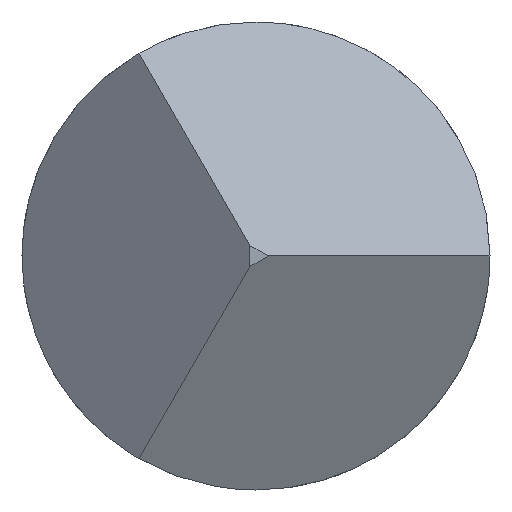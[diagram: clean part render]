
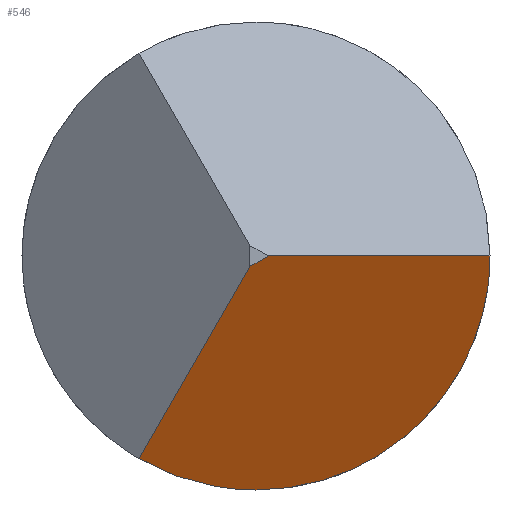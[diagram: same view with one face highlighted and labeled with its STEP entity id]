
A CAD part, left-side view. The second image highlights one B-rep face of the part: STEP entity #546.
In plain terms, the highlighted planar face has unit normal (-0.799, -0.301, -0.521).
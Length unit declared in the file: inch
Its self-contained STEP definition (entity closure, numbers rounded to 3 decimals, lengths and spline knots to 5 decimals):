
#10 = CARTESIAN_POINT ( 'NONE',  ( -0.20164, 0.29429, 0. ) ) ;
#13 = EDGE_CURVE ( 'NONE', #1253, #406, #831, .T. ) ;
#21 = CARTESIAN_POINT ( 'NONE',  ( -0.06819, 0.0068, -0.0385 ) ) ;
#34 = CARTESIAN_POINT ( 'NONE',  ( -0.07625, -0.0385, 0. ) ) ;
#70 = DIRECTION ( 'NONE',  ( 0., -0.866, 0.5 ) ) ;
#158 = ORIENTED_EDGE ( 'NONE', *, *, #1123, .F. ) ;
#202 = CARTESIAN_POINT ( 'NONE',  ( -0.06563, 0., -0.0385 ) ) ;
#225 = DIRECTION ( 'NONE',  ( -0.799, -0.301, -0.521 ) ) ;
#249 = CARTESIAN_POINT ( 'NONE',  ( -0.06563, 0., -0.0385 ) ) ;
#319 = LINE ( 'NONE', #875, #410 ) ;
#323 = DIRECTION ( 'NONE',  ( -0.547, 0., 0.837 ) ) ;
#335 = ORIENTED_EDGE ( 'NONE', *, *, #1245, .T. ) ;
#405 = ORIENTED_EDGE ( 'NONE', *, *, #13, .T. ) ;
#406 = VERTEX_POINT ( 'NONE', #1148 ) ;
#410 = VECTOR ( 'NONE', #70, 39.37008 ) ;
#462 = VERTEX_POINT ( 'NONE', #848 ) ;
#473 = EDGE_LOOP ( 'NONE', ( #1082, #405, #335, #748, #158 ) ) ;
#481 = DIRECTION ( 'NONE',  ( -0.353, -0.468, 0.81 ) ) ;
#515 = FACE_OUTER_BOUND ( 'NONE', #473, .T. ) ;
#545 =( BOUNDED_CURVE ( )  B_SPLINE_CURVE ( 3, ( #843, #627, #21, #249 ),
 .UNSPECIFIED., .F., .F. ) 
 B_SPLINE_CURVE_WITH_KNOTS ( ( 4, 4 ),
 ( 2.0944, 2.61799 ),
 .UNSPECIFIED. ) 
 CURVE ( )  GEOMETRIC_REPRESENTATION_ITEM ( )  RATIONAL_B_SPLINE_CURVE ( ( 1., 0.977, 0.977, 1. ) ) 
 REPRESENTATION_ITEM ( '' )  );
#546 = ADVANCED_FACE ( 'NONE', ( #515 ), #825, .T. ) ;
#552 = CARTESIAN_POINT ( 'NONE',  ( -0.06563, 0., -0.0385 ) ) ;
#580 = CARTESIAN_POINT ( 'NONE',  ( -0.20164, -0.14715, 0.25488 ) ) ;
#595 = VERTEX_POINT ( 'NONE', #758 ) ;
#627 = CARTESIAN_POINT ( 'NONE',  ( -0.07181, 0.01336, -0.03674 ) ) ;
#637 = LINE ( 'NONE', #10, #808 ) ;
#641 = CARTESIAN_POINT ( 'NONE',  ( -0.06153, -0.0385, -0.02255 ) ) ;
#699 = VERTEX_POINT ( 'NONE', #1226 ) ;
#748 = ORIENTED_EDGE ( 'NONE', *, *, #1152, .F. ) ;
#758 = CARTESIAN_POINT ( 'NONE',  ( -0.09, -0.002, 0. ) ) ;
#808 = VECTOR ( 'NONE', #821, 39.37008 ) ;
#821 = DIRECTION ( 'NONE',  ( -0.353, 0.936, 0. ) ) ;
#825 = PLANE ( 'NONE',  #978 ) ;
#831 =( BOUNDED_CURVE ( )  B_SPLINE_CURVE ( 3, ( #552, #1043, #641, #34 ),
 .UNSPECIFIED., .F., .F. ) 
 B_SPLINE_CURVE_WITH_KNOTS ( ( 4, 4 ),
 ( 2.61799, 4.18879 ),
 .UNSPECIFIED. ) 
 CURVE ( )  GEOMETRIC_REPRESENTATION_ITEM ( )  RATIONAL_B_SPLINE_CURVE ( ( 1., 0.805, 0.805, 1. ) ) 
 REPRESENTATION_ITEM ( '' )  );
#838 = CARTESIAN_POINT ( 'NONE',  ( -0.09, 0.33636, -0.19535 ) ) ;
#843 = CARTESIAN_POINT ( 'NONE',  ( -0.07625, 0.01925, -0.03334 ) ) ;
#848 = CARTESIAN_POINT ( 'NONE',  ( -0.09, 0.001, -0.00173 ) ) ;
#875 = CARTESIAN_POINT ( 'NONE',  ( -0.09, 0.33636, -0.19535 ) ) ;
#958 = EDGE_CURVE ( 'NONE', #699, #1253, #545, .T. ) ;
#978 = AXIS2_PLACEMENT_3D ( 'NONE', #838, #225, #323 ) ;
#993 = VECTOR ( 'NONE', #481, 39.37008 ) ;
#1043 = CARTESIAN_POINT ( 'NONE',  ( -0.05713, -0.02255, -0.0385 ) ) ;
#1082 = ORIENTED_EDGE ( 'NONE', *, *, #958, .T. ) ;
#1123 = EDGE_CURVE ( 'NONE', #699, #462, #1300, .T. ) ;
#1148 = CARTESIAN_POINT ( 'NONE',  ( -0.07625, -0.0385, 0. ) ) ;
#1152 = EDGE_CURVE ( 'NONE', #462, #595, #319, .T. ) ;
#1226 = CARTESIAN_POINT ( 'NONE',  ( -0.07625, 0.01925, -0.03334 ) ) ;
#1245 = EDGE_CURVE ( 'NONE', #406, #595, #637, .T. ) ;
#1253 = VERTEX_POINT ( 'NONE', #202 ) ;
#1300 = LINE ( 'NONE', #580, #993 ) ;
